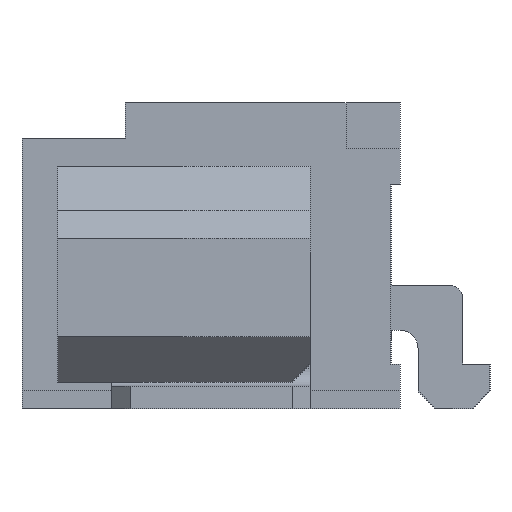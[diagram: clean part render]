
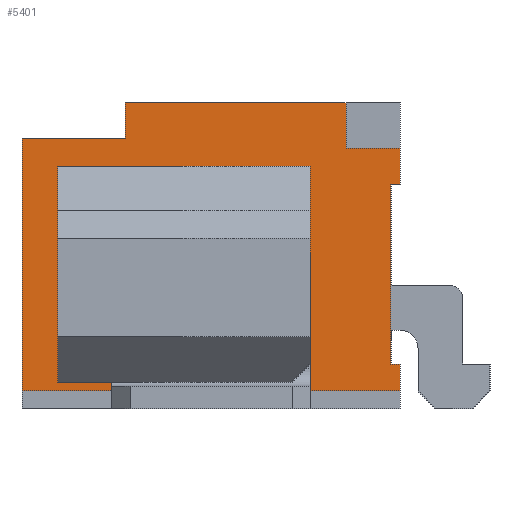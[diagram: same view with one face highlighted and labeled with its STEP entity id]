
A CAD part, left-side view. The second image highlights one B-rep face of the part: STEP entity #5401.
In plain terms, the highlighted planar face has unit normal (-1, 0, 0).
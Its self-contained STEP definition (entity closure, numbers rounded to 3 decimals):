
#105=DIRECTION('',(0.,0.,1.));
#106=VECTOR('',#105,0.3);
#107=CARTESIAN_POINT('',(-5.25,-3.225,-1.6));
#108=LINE('',#107,#106);
#213=DIRECTION('',(0.,0.,1.));
#214=VECTOR('',#213,0.4);
#215=CARTESIAN_POINT('',(-5.25,-3.225,0.7));
#216=LINE('',#215,#214);
#217=DIRECTION('',(0.,0.,1.));
#218=VECTOR('',#217,2.4);
#219=CARTESIAN_POINT('',(-5.25,-2.225,-1.5));
#220=LINE('',#219,#218);
#221=DIRECTION('',(0.,-1.,0.));
#222=VECTOR('',#221,2.8);
#223=CARTESIAN_POINT('',(-5.25,0.575,0.9));
#224=LINE('',#223,#222);
#225=DIRECTION('',(0.,0.,1.));
#226=VECTOR('',#225,2.4);
#227=CARTESIAN_POINT('',(-5.25,0.575,-1.5));
#228=LINE('',#227,#226);
#229=DIRECTION('',(0.,-1.,0.));
#230=VECTOR('',#229,2.8);
#231=CARTESIAN_POINT('',(-5.25,0.575,-1.5));
#232=LINE('',#231,#230);
#233=DIRECTION('',(0.,1.,0.));
#234=VECTOR('',#233,0.6);
#235=CARTESIAN_POINT('',(-5.25,-3.225,1.1));
#236=LINE('',#235,#234);
#237=DIRECTION('',(0.,1.,0.));
#238=VECTOR('',#237,0.1);
#239=CARTESIAN_POINT('',(-5.25,-3.225,0.7));
#240=LINE('',#239,#238);
#241=DIRECTION('',(0.,0.,1.));
#242=VECTOR('',#241,2.);
#243=CARTESIAN_POINT('',(-5.25,-3.125,-1.3));
#244=LINE('',#243,#242);
#245=DIRECTION('',(0.,1.,0.));
#246=VECTOR('',#245,0.1);
#247=CARTESIAN_POINT('',(-5.25,-3.225,-1.3));
#248=LINE('',#247,#246);
#249=DIRECTION('',(0.,-1.,0.));
#250=VECTOR('',#249,4.2);
#251=CARTESIAN_POINT('',(-5.25,0.975,-1.6));
#252=LINE('',#251,#250);
#253=DIRECTION('',(0.,0.,1.));
#254=VECTOR('',#253,2.8);
#255=CARTESIAN_POINT('',(-5.25,0.975,-1.6));
#256=LINE('',#255,#254);
#257=DIRECTION('',(0.,-1.,0.));
#258=VECTOR('',#257,1.15);
#259=CARTESIAN_POINT('',(-5.25,0.975,1.2));
#260=LINE('',#259,#258);
#261=DIRECTION('',(0.,0.,-1.));
#262=VECTOR('',#261,0.4);
#263=CARTESIAN_POINT('',(-5.25,-0.175,1.6));
#264=LINE('',#263,#262);
#265=DIRECTION('',(0.,0.,-1.));
#266=VECTOR('',#265,0.5);
#267=CARTESIAN_POINT('',(-5.25,-2.625,1.6));
#268=LINE('',#267,#266);
#1234=DIRECTION('',(0.,-1.,0.));
#1235=VECTOR('',#1234,2.45);
#1236=CARTESIAN_POINT('',(-5.25,-0.175,1.6));
#1237=LINE('',#1236,#1235);
#3915=CARTESIAN_POINT('',(-5.25,-0.175,1.6));
#3917=VERTEX_POINT('',#3915);
#3927=CARTESIAN_POINT('',(-5.25,0.975,1.2));
#3928=CARTESIAN_POINT('',(-5.25,-0.175,1.2));
#3929=VERTEX_POINT('',#3927);
#3930=VERTEX_POINT('',#3928);
#3971=CARTESIAN_POINT('',(-5.25,-2.225,-1.5));
#3972=CARTESIAN_POINT('',(-5.25,-2.225,0.9));
#3973=VERTEX_POINT('',#3971);
#3974=VERTEX_POINT('',#3972);
#3975=CARTESIAN_POINT('',(-5.25,0.575,0.9));
#3976=VERTEX_POINT('',#3975);
#3977=CARTESIAN_POINT('',(-5.25,0.575,-1.5));
#3978=VERTEX_POINT('',#3977);
#4119=CARTESIAN_POINT('',(-5.25,-3.225,-1.3));
#4120=CARTESIAN_POINT('',(-5.25,-3.125,-1.3));
#4121=VERTEX_POINT('',#4119);
#4122=VERTEX_POINT('',#4120);
#4123=CARTESIAN_POINT('',(-5.25,-3.125,0.7));
#4124=VERTEX_POINT('',#4123);
#4125=CARTESIAN_POINT('',(-5.25,-3.225,0.7));
#4126=VERTEX_POINT('',#4125);
#4225=CARTESIAN_POINT('',(-5.25,-2.625,1.6));
#4226=VERTEX_POINT('',#4225);
#4227=CARTESIAN_POINT('',(-5.25,-3.225,1.1));
#4228=CARTESIAN_POINT('',(-5.25,-2.625,1.1));
#4229=VERTEX_POINT('',#4227);
#4230=VERTEX_POINT('',#4228);
#4603=CARTESIAN_POINT('',(-5.25,0.975,-1.6));
#4604=CARTESIAN_POINT('',(-5.25,-3.225,-1.6));
#4605=VERTEX_POINT('',#4603);
#4606=VERTEX_POINT('',#4604);
#5363=CARTESIAN_POINT('',(-5.25,0.975,-1.8));
#5364=DIRECTION('',(-1.,0.,0.));
#5365=DIRECTION('',(0.,-1.,0.));
#5366=AXIS2_PLACEMENT_3D('',#5363,#5364,#5365);
#5367=PLANE('',#5366);
#5369=ORIENTED_EDGE('',*,*,#5368,.F.);
#5370=ORIENTED_EDGE('',*,*,#5343,.F.);
#5372=ORIENTED_EDGE('',*,*,#5371,.T.);
#5374=ORIENTED_EDGE('',*,*,#5373,.F.);
#5375=ORIENTED_EDGE('',*,*,#5353,.F.);
#5376=ORIENTED_EDGE('',*,*,#5263,.F.);
#5378=ORIENTED_EDGE('',*,*,#5377,.F.);
#5380=ORIENTED_EDGE('',*,*,#5379,.T.);
#5382=ORIENTED_EDGE('',*,*,#5381,.T.);
#5384=ORIENTED_EDGE('',*,*,#5383,.F.);
#5386=ORIENTED_EDGE('',*,*,#5385,.T.);
#5388=ORIENTED_EDGE('',*,*,#5387,.T.);
#5389=EDGE_LOOP('',(#5369,#5370,#5372,#5374,#5375,#5376,#5378,#5380,#5382,#5384,
#5386,#5388));
#5390=FACE_OUTER_BOUND('',#5389,.F.);
#5392=ORIENTED_EDGE('',*,*,#5391,.T.);
#5394=ORIENTED_EDGE('',*,*,#5393,.F.);
#5396=ORIENTED_EDGE('',*,*,#5395,.F.);
#5398=ORIENTED_EDGE('',*,*,#5397,.T.);
#5399=EDGE_LOOP('',(#5392,#5394,#5396,#5398));
#5400=FACE_BOUND('',#5399,.F.);
#5401=ADVANCED_FACE('',(#5390,#5400),#5367,.T.);
#5263=EDGE_CURVE('',#4606,#4121,#108,.T.);
#5343=EDGE_CURVE('',#4126,#4229,#216,.T.);
#5353=EDGE_CURVE('',#4121,#4122,#248,.T.);
#5368=EDGE_CURVE('',#4229,#4230,#236,.T.);
#5371=EDGE_CURVE('',#4126,#4124,#240,.T.);
#5373=EDGE_CURVE('',#4122,#4124,#244,.T.);
#5377=EDGE_CURVE('',#4605,#4606,#252,.T.);
#5379=EDGE_CURVE('',#4605,#3929,#256,.T.);
#5381=EDGE_CURVE('',#3929,#3930,#260,.T.);
#5383=EDGE_CURVE('',#3917,#3930,#264,.T.);
#5385=EDGE_CURVE('',#3917,#4226,#1237,.T.);
#5387=EDGE_CURVE('',#4226,#4230,#268,.T.);
#5391=EDGE_CURVE('',#3973,#3974,#220,.T.);
#5393=EDGE_CURVE('',#3976,#3974,#224,.T.);
#5395=EDGE_CURVE('',#3978,#3976,#228,.T.);
#5397=EDGE_CURVE('',#3978,#3973,#232,.T.);
